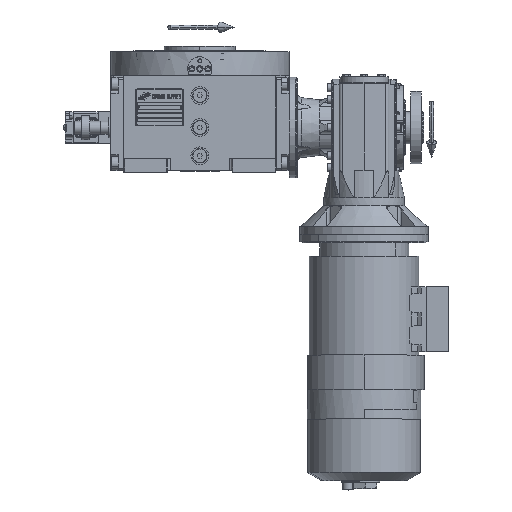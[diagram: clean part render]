
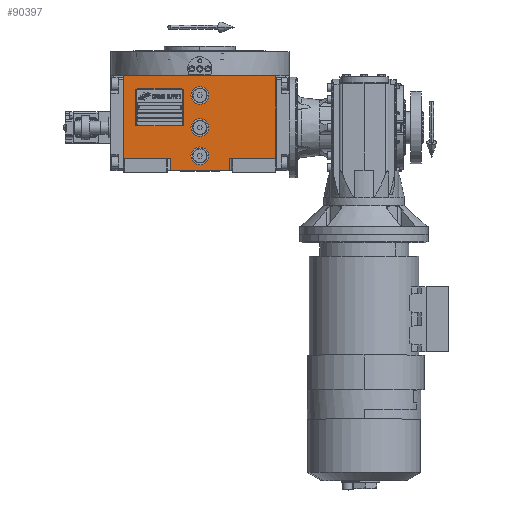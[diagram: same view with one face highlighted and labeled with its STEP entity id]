
A CAD part, top view. The second image highlights one B-rep face of the part: STEP entity #90397.
In plain terms, the highlighted planar face has unit normal (0, 0, 1).
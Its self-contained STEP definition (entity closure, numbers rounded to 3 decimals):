
#298 = ORIENTED_EDGE ( 'NONE', *, *, #53396, .T. ) ;
#782 = ORIENTED_EDGE ( 'NONE', *, *, #60170, .F. ) ;
#964 = DIRECTION ( 'NONE',  ( -1., 0., 0. ) ) ;
#1613 = ORIENTED_EDGE ( 'NONE', *, *, #56099, .F. ) ;
#1708 = CARTESIAN_POINT ( 'NONE',  ( -11., -35., 163.5 ) ) ;
#3451 = EDGE_CURVE ( 'NONE', #92606, #58535, #19710, .T. ) ;
#5184 = VERTEX_POINT ( 'NONE', #60893 ) ;
#6530 = LINE ( 'NONE', #91518, #71433 ) ;
#7166 = ORIENTED_EDGE ( 'NONE', *, *, #25535, .F. ) ;
#7944 = CARTESIAN_POINT ( 'NONE',  ( -94.5, 64.5, 163.5 ) ) ;
#8086 = CARTESIAN_POINT ( 'NONE',  ( -94.5, -53.5, 163.5 ) ) ;
#8257 = EDGE_LOOP ( 'NONE', ( #106371, #7166 ) ) ;
#8782 = CARTESIAN_POINT ( 'NONE',  ( 94.5, -38.5, 163.5 ) ) ;
#9292 = DIRECTION ( 'NONE',  ( 0., 0., 1. ) ) ;
#9734 = DIRECTION ( 'NONE',  ( 1., 0., 0. ) ) ;
#9825 = CIRCLE ( 'NONE', #35240, 11. ) ;
#10167 = VERTEX_POINT ( 'NONE', #73337 ) ;
#10735 = DIRECTION ( 'NONE',  ( 0., 0., 1. ) ) ;
#12802 = DIRECTION ( 'NONE',  ( 0., 0., 1. ) ) ;
#13214 = CIRCLE ( 'NONE', #36693, 11. ) ;
#14020 = CARTESIAN_POINT ( 'NONE',  ( 0., 0., 163.5 ) ) ;
#14894 = DIRECTION ( 'NONE',  ( 0., 0., 1. ) ) ;
#14912 = CARTESIAN_POINT ( 'NONE',  ( -11., 0., 163.5 ) ) ;
#15562 = ORIENTED_EDGE ( 'NONE', *, *, #32605, .T. ) ;
#17081 = VERTEX_POINT ( 'NONE', #8782 ) ;
#17364 = CARTESIAN_POINT ( 'NONE',  ( 94.5, -38.5, 163.5 ) ) ;
#18277 = DIRECTION ( 'NONE',  ( 0., 0., 1. ) ) ;
#18933 = VECTOR ( 'NONE', #42117, 1000. ) ;
#19359 = EDGE_CURVE ( 'NONE', #58535, #92606, #9825, .T. ) ;
#19512 = AXIS2_PLACEMENT_3D ( 'NONE', #29083, #10735, #964 ) ;
#19710 = CIRCLE ( 'NONE', #70568, 11. ) ;
#20713 = VERTEX_POINT ( 'NONE', #14912 ) ;
#23066 = CARTESIAN_POINT ( 'NONE',  ( -37., -53.5, 163.5 ) ) ;
#24868 = DIRECTION ( 'NONE',  ( 0., -1., 0. ) ) ;
#25535 = EDGE_CURVE ( 'NONE', #10167, #38333, #56653, .T. ) ;
#26432 = VECTOR ( 'NONE', #83020, 1000. ) ;
#26804 = ORIENTED_EDGE ( 'NONE', *, *, #75933, .T. ) ;
#27569 = DIRECTION ( 'NONE',  ( 0., 1., 0. ) ) ;
#29083 = CARTESIAN_POINT ( 'NONE',  ( 0., 40., 163.5 ) ) ;
#29285 = CARTESIAN_POINT ( 'NONE',  ( 0., -35., 163.5 ) ) ;
#30984 = LINE ( 'NONE', #96396, #50380 ) ;
#31331 = CARTESIAN_POINT ( 'NONE',  ( 11., 40., 163.5 ) ) ;
#32088 = AXIS2_PLACEMENT_3D ( 'NONE', #14020, #12802, #105760 ) ;
#32605 = EDGE_CURVE ( 'NONE', #101148, #117190, #97753, .T. ) ;
#35240 = AXIS2_PLACEMENT_3D ( 'NONE', #44253, #14894, #61966 ) ;
#35354 = CARTESIAN_POINT ( 'NONE',  ( 37., -38.5, 163.5 ) ) ;
#35808 = EDGE_LOOP ( 'NONE', ( #298, #782, #104824, #26804, #112461, #54085, #15562, #89384 ) ) ;
#36693 = AXIS2_PLACEMENT_3D ( 'NONE', #98772, #117725, #51725 ) ;
#38333 = VERTEX_POINT ( 'NONE', #31331 ) ;
#40387 = CARTESIAN_POINT ( 'NONE',  ( 37., -53.5, 163.5 ) ) ;
#40668 = ORIENTED_EDGE ( 'NONE', *, *, #3451, .F. ) ;
#40790 = VERTEX_POINT ( 'NONE', #72875 ) ;
#41937 = DIRECTION ( 'NONE',  ( 0., 0., 1. ) ) ;
#42117 = DIRECTION ( 'NONE',  ( 1., 0., 0. ) ) ;
#44253 = CARTESIAN_POINT ( 'NONE',  ( 0., -35., 163.5 ) ) ;
#45424 = DIRECTION ( 'NONE',  ( 1., 0., 0. ) ) ;
#45544 = LINE ( 'NONE', #17364, #103204 ) ;
#45791 = ORIENTED_EDGE ( 'NONE', *, *, #69779, .F. ) ;
#46450 = EDGE_CURVE ( 'NONE', #38333, #10167, #13214, .T. ) ;
#48602 = EDGE_CURVE ( 'NONE', #70609, #40790, #108862, .T. ) ;
#48864 = VECTOR ( 'NONE', #118654, 1000. ) ;
#50380 = VECTOR ( 'NONE', #105578, 1000. ) ;
#51725 = DIRECTION ( 'NONE',  ( 1., 0., 0. ) ) ;
#52086 = EDGE_CURVE ( 'NONE', #101148, #70609, #119338, .T. ) ;
#53396 = EDGE_CURVE ( 'NONE', #80861, #118343, #97086, .T. ) ;
#54085 = ORIENTED_EDGE ( 'NONE', *, *, #52086, .F. ) ;
#54531 = CARTESIAN_POINT ( 'NONE',  ( -94.5, -38.5, 163.5 ) ) ;
#55791 = FACE_OUTER_BOUND ( 'NONE', #35808, .T. ) ;
#56099 = EDGE_CURVE ( 'NONE', #20713, #118670, #63061, .T. ) ;
#56143 = CARTESIAN_POINT ( 'NONE',  ( -37., -38.5, 163.5 ) ) ;
#56653 = CIRCLE ( 'NONE', #19512, 11. ) ;
#57952 = CARTESIAN_POINT ( 'NONE',  ( -94.5, -38.5, 163.5 ) ) ;
#58535 = VERTEX_POINT ( 'NONE', #1708 ) ;
#59687 = DIRECTION ( 'NONE',  ( -1., 0., 0. ) ) ;
#60170 = EDGE_CURVE ( 'NONE', #5184, #118343, #6530, .T. ) ;
#60282 = CARTESIAN_POINT ( 'NONE',  ( 0., 0., 163.5 ) ) ;
#60457 = EDGE_CURVE ( 'NONE', #5184, #17081, #74473, .T. ) ;
#60893 = CARTESIAN_POINT ( 'NONE',  ( 37., -38.5, 163.5 ) ) ;
#61966 = DIRECTION ( 'NONE',  ( -1., 0., 0. ) ) ;
#63061 = CIRCLE ( 'NONE', #102160, 11. ) ;
#64352 = FACE_BOUND ( 'NONE', #119197, .T. ) ;
#65956 = AXIS2_PLACEMENT_3D ( 'NONE', #8086, #9292, #45424 ) ;
#69779 = EDGE_CURVE ( 'NONE', #118670, #20713, #119893, .T. ) ;
#70568 = AXIS2_PLACEMENT_3D ( 'NONE', #29285, #18277, #9734 ) ;
#70609 = VERTEX_POINT ( 'NONE', #85746 ) ;
#71433 = VECTOR ( 'NONE', #24868, 1000. ) ;
#72875 = CARTESIAN_POINT ( 'NONE',  ( 94.5, 64.5, 163.5 ) ) ;
#73337 = CARTESIAN_POINT ( 'NONE',  ( -11., 40., 163.5 ) ) ;
#74473 = LINE ( 'NONE', #35354, #26432 ) ;
#75933 = EDGE_CURVE ( 'NONE', #17081, #40790, #45544, .T. ) ;
#80861 = VERTEX_POINT ( 'NONE', #86262 ) ;
#83020 = DIRECTION ( 'NONE',  ( 1., 0., 0. ) ) ;
#85746 = CARTESIAN_POINT ( 'NONE',  ( -94.5, 64.5, 163.5 ) ) ;
#86262 = CARTESIAN_POINT ( 'NONE',  ( -37., -53.5, 163.5 ) ) ;
#88178 = VECTOR ( 'NONE', #27569, 1000. ) ;
#88553 = CARTESIAN_POINT ( 'NONE',  ( -94.5, -38.5, 163.5 ) ) ;
#89384 = ORIENTED_EDGE ( 'NONE', *, *, #112798, .F. ) ;
#90397 = ADVANCED_FACE ( 'NONE', ( #120590, #64352, #91866, #55791 ), #109601, .T. ) ;
#91518 = CARTESIAN_POINT ( 'NONE',  ( 37., -38.5, 163.5 ) ) ;
#91866 = FACE_BOUND ( 'NONE', #8257, .T. ) ;
#92606 = VERTEX_POINT ( 'NONE', #118838 ) ;
#95876 = DIRECTION ( 'NONE',  ( 1., 0., 0. ) ) ;
#96396 = CARTESIAN_POINT ( 'NONE',  ( -37., -53.5, 163.5 ) ) ;
#97086 = LINE ( 'NONE', #23066, #104045 ) ;
#97753 = LINE ( 'NONE', #88553, #18933 ) ;
#98772 = CARTESIAN_POINT ( 'NONE',  ( 0., 40., 163.5 ) ) ;
#101148 = VERTEX_POINT ( 'NONE', #57952 ) ;
#101167 = DIRECTION ( 'NONE',  ( 0., 1., 0. ) ) ;
#102160 = AXIS2_PLACEMENT_3D ( 'NONE', #60282, #41937, #59687 ) ;
#103204 = VECTOR ( 'NONE', #101167, 1000. ) ;
#104045 = VECTOR ( 'NONE', #95876, 1000. ) ;
#104824 = ORIENTED_EDGE ( 'NONE', *, *, #60457, .T. ) ;
#105578 = DIRECTION ( 'NONE',  ( 0., 1., 0. ) ) ;
#105760 = DIRECTION ( 'NONE',  ( 1., 0., 0. ) ) ;
#106278 = EDGE_LOOP ( 'NONE', ( #45791, #1613 ) ) ;
#106371 = ORIENTED_EDGE ( 'NONE', *, *, #46450, .F. ) ;
#108862 = LINE ( 'NONE', #7944, #48864 ) ;
#109601 = PLANE ( 'NONE',  #65956 ) ;
#112461 = ORIENTED_EDGE ( 'NONE', *, *, #48602, .F. ) ;
#112798 = EDGE_CURVE ( 'NONE', #80861, #117190, #30984, .T. ) ;
#115501 = ORIENTED_EDGE ( 'NONE', *, *, #19359, .F. ) ;
#117190 = VERTEX_POINT ( 'NONE', #56143 ) ;
#117725 = DIRECTION ( 'NONE',  ( 0., 0., 1. ) ) ;
#118343 = VERTEX_POINT ( 'NONE', #40387 ) ;
#118654 = DIRECTION ( 'NONE',  ( 1., 0., 0. ) ) ;
#118670 = VERTEX_POINT ( 'NONE', #119636 ) ;
#118838 = CARTESIAN_POINT ( 'NONE',  ( 11., -35., 163.5 ) ) ;
#119197 = EDGE_LOOP ( 'NONE', ( #40668, #115501 ) ) ;
#119338 = LINE ( 'NONE', #54531, #88178 ) ;
#119636 = CARTESIAN_POINT ( 'NONE',  ( 11., 0., 163.5 ) ) ;
#119893 = CIRCLE ( 'NONE', #32088, 11. ) ;
#120590 = FACE_BOUND ( 'NONE', #106278, .T. ) ;
